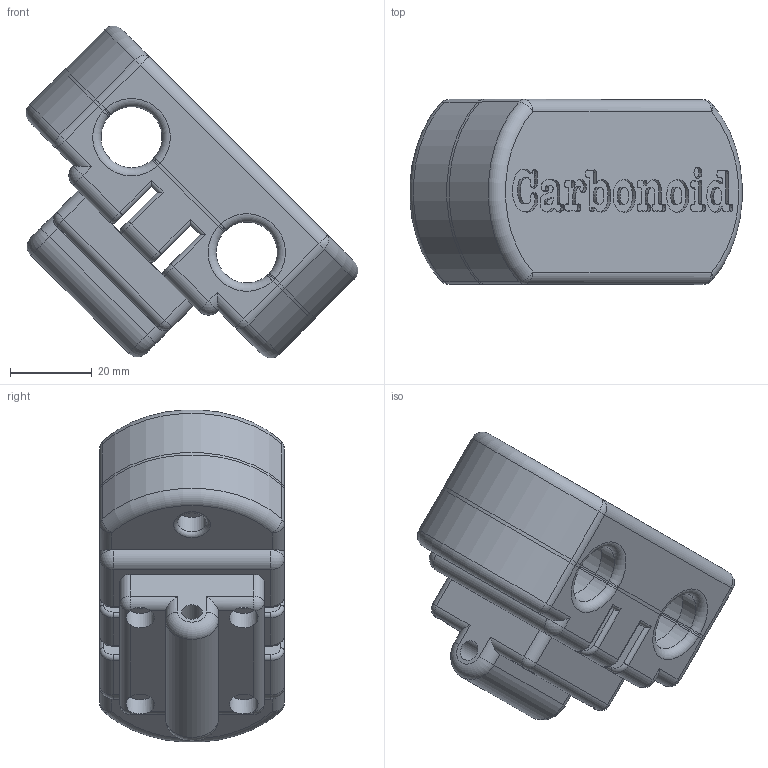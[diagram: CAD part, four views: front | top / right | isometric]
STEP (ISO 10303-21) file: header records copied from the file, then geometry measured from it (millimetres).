
FILE_DESCRIPTION(/* description */ (''),/* implementation_level */ '2;1');
FILE_NAME(/* name */ 'carriage_igus_rjum.step',/* time_stamp */ '2018-02-13T19:58:23+01:00',/* author */ (''),/* organization */ (''),/* preprocessor_version */ 'ST-DEVELOPER v16.13',/* originating_system */ 'Autodesk Translation Framework v6.5.0.72',/* authorisation */ '');
FILE_SCHEMA (('AUTOMOTIVE_DESIGN { 1 0 10303 214 3 1 1 }'));
Length unit declared in the file: millimetre
Products named in the file (4): (Unsaved); CarriageBottom; CarriageArmHolder; CarriageTopV2
Assembly tree (3 placements, depth 2):
  (Unsaved)
    CarriageBottom
    CarriageArmHolder
    CarriageTopV2
Bounding box: 81.48 x 45.4 x 81.48 mm (x, y, z)
Volume: 103489.7 mm3; surface area: 34828.7 mm2
Topology: 3 solids, 3 shells, 563 faces, 1506 edges, 974 vertices
Faces by surface type: bspline 266, plane 129, cylinder 126, torus 26, sphere 16
Full cylindrical faces by diameter (mm): 3.5 x12, 3.8 x10, 5 x1, 7 x8
Entity records: 20445 total; most frequent: CARTESIAN_POINT 7890, ORIENTED_EDGE 3012, DIRECTION 1832, EDGE_CURVE 1506, VERTEX_POINT 974, LINE 660, VECTOR 660, EDGE_LOOP 618
